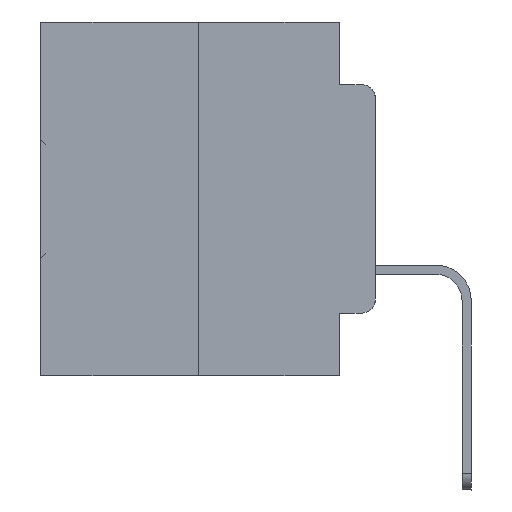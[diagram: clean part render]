
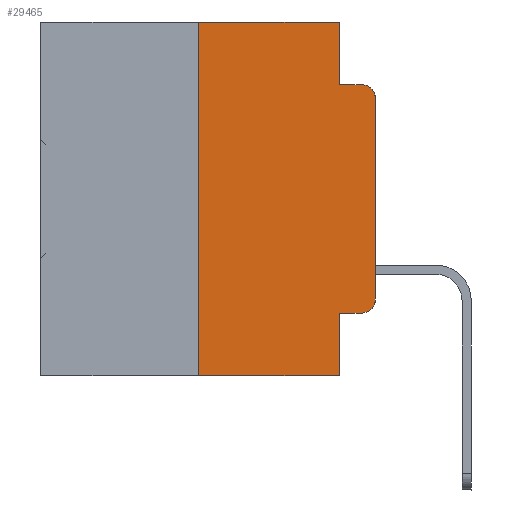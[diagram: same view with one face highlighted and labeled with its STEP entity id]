
A CAD part, left-side view. The second image highlights one B-rep face of the part: STEP entity #29465.
In plain terms, the highlighted planar face has unit normal (-1, 0, 0).
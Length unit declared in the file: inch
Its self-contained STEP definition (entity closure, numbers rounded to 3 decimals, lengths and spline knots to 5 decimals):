
#450 = CARTESIAN_POINT ( 'NONE',  ( 0., 0., -0.3915 ) ) ;
#1223 = DIRECTION ( 'NONE',  ( 0., -1., 0. ) ) ;
#2058 = DIRECTION ( 'NONE',  ( 0., 0., 1. ) ) ;
#2204 = CARTESIAN_POINT ( 'NONE',  ( 0., 0.051, 0. ) ) ;
#3435 = ORIENTED_EDGE ( 'NONE', *, *, #32983, .T. ) ;
#3604 = CARTESIAN_POINT ( 'NONE',  ( 0., 0.473, 0. ) ) ;
#3756 = VERTEX_POINT ( 'NONE', #30157 ) ;
#3757 = ORIENTED_EDGE ( 'NONE', *, *, #27576, .T. ) ;
#3906 = CARTESIAN_POINT ( 'NONE',  ( 0., 0.051, -0.0885 ) ) ;
#3979 = VERTEX_POINT ( 'NONE', #9530 ) ;
#4191 = DIRECTION ( 'NONE',  ( 0., -1., 0. ) ) ;
#4305 = CARTESIAN_POINT ( 'NONE',  ( 0., 0.051, 0. ) ) ;
#4325 = LINE ( 'NONE', #18302, #23801 ) ;
#4911 = ORIENTED_EDGE ( 'NONE', *, *, #16996, .F. ) ;
#5022 = CARTESIAN_POINT ( 'NONE',  ( 0., 0.25, -0.5 ) ) ;
#6757 = DIRECTION ( 'NONE',  ( 0., 0., -1. ) ) ;
#7015 = DIRECTION ( 'NONE',  ( 0., 0., -1. ) ) ;
#7523 = VECTOR ( 'NONE', #9449, 39.37008 ) ;
#8152 = VERTEX_POINT ( 'NONE', #450 ) ;
#8317 = ORIENTED_EDGE ( 'NONE', *, *, #28881, .F. ) ;
#8880 = EDGE_CURVE ( 'NONE', #28184, #27486, #23048, .T. ) ;
#9268 = AXIS2_PLACEMENT_3D ( 'NONE', #11528, #25628, #23472 ) ;
#9277 = CARTESIAN_POINT ( 'NONE',  ( 0., 0.051, -0.4115 ) ) ;
#9449 = DIRECTION ( 'NONE',  ( 0., -1., 0. ) ) ;
#9530 = CARTESIAN_POINT ( 'NONE',  ( 0., 0.051, -0.4115 ) ) ;
#9664 = ORIENTED_EDGE ( 'NONE', *, *, #21964, .F. ) ;
#9888 = DIRECTION ( 'NONE',  ( 0., 0., -1. ) ) ;
#10609 = ORIENTED_EDGE ( 'NONE', *, *, #28469, .T. ) ;
#11528 = CARTESIAN_POINT ( 'NONE',  ( 0., 0.02, -0.1085 ) ) ;
#11810 = VECTOR ( 'NONE', #9888, 39.37008 ) ;
#11917 = CIRCLE ( 'NONE', #12270, 0.02 ) ;
#12192 = CARTESIAN_POINT ( 'NONE',  ( 0., 0.02, -0.4115 ) ) ;
#12270 = AXIS2_PLACEMENT_3D ( 'NONE', #25478, #33770, #6757 ) ;
#12463 = PLANE ( 'NONE',  #21297 ) ;
#12799 = EDGE_CURVE ( 'NONE', #3979, #25848, #17567, .T. ) ;
#13284 = VERTEX_POINT ( 'NONE', #12192 ) ;
#13416 = ORIENTED_EDGE ( 'NONE', *, *, #29333, .T. ) ;
#13496 = LINE ( 'NONE', #32187, #26642 ) ;
#14893 = ORIENTED_EDGE ( 'NONE', *, *, #12799, .F. ) ;
#15074 = CARTESIAN_POINT ( 'NONE',  ( 0., 0.25, 0. ) ) ;
#16033 = VERTEX_POINT ( 'NONE', #5022 ) ;
#16607 = CARTESIAN_POINT ( 'NONE',  ( 0., 0.051, -0.5 ) ) ;
#16996 = EDGE_CURVE ( 'NONE', #27757, #24816, #27863, .T. ) ;
#17567 = LINE ( 'NONE', #4305, #20579 ) ;
#18302 = CARTESIAN_POINT ( 'NONE',  ( 0., 0., 0. ) ) ;
#20579 = VECTOR ( 'NONE', #7015, 39.37008 ) ;
#21297 = AXIS2_PLACEMENT_3D ( 'NONE', #23015, #31415, #34141 ) ;
#21339 = VECTOR ( 'NONE', #4191, 39.37008 ) ;
#21964 = EDGE_CURVE ( 'NONE', #16033, #28184, #24005, .T. ) ;
#22538 = CARTESIAN_POINT ( 'NONE',  ( 0., 0.051, 0. ) ) ;
#23015 = CARTESIAN_POINT ( 'NONE',  ( 0., 0.473, 0. ) ) ;
#23048 = LINE ( 'NONE', #3604, #21339 ) ;
#23472 = DIRECTION ( 'NONE',  ( 0., 0., -1. ) ) ;
#23801 = VECTOR ( 'NONE', #34869, 39.37008 ) ;
#24005 = LINE ( 'NONE', #15074, #26551 ) ;
#24158 = ORIENTED_EDGE ( 'NONE', *, *, #31990, .T. ) ;
#24816 = VERTEX_POINT ( 'NONE', #30772 ) ;
#25478 = CARTESIAN_POINT ( 'NONE',  ( 0., 0.02, -0.3915 ) ) ;
#25628 = DIRECTION ( 'NONE',  ( -1., 0., 0. ) ) ;
#25783 = CIRCLE ( 'NONE', #9268, 0.02 ) ;
#25848 = VERTEX_POINT ( 'NONE', #16607 ) ;
#26551 = VECTOR ( 'NONE', #2058, 39.37008 ) ;
#26642 = VECTOR ( 'NONE', #32066, 39.37008 ) ;
#27486 = VERTEX_POINT ( 'NONE', #22538 ) ;
#27505 = LINE ( 'NONE', #2204, #11810 ) ;
#27576 = EDGE_CURVE ( 'NONE', #3979, #13284, #34341, .T. ) ;
#27757 = VERTEX_POINT ( 'NONE', #29609 ) ;
#27863 = LINE ( 'NONE', #3906, #7523 ) ;
#28164 = CARTESIAN_POINT ( 'NONE',  ( 0., 0.25, 0. ) ) ;
#28184 = VERTEX_POINT ( 'NONE', #28164 ) ;
#28385 = VECTOR ( 'NONE', #1223, 39.37008 ) ;
#28469 = EDGE_CURVE ( 'NONE', #16033, #25848, #13496, .T. ) ;
#28881 = EDGE_CURVE ( 'NONE', #27486, #27757, #27505, .T. ) ;
#29333 = EDGE_CURVE ( 'NONE', #3756, #24816, #25783, .T. ) ;
#29465 = ADVANCED_FACE ( 'NONE', ( #33011 ), #12463, .F. ) ;
#29609 = CARTESIAN_POINT ( 'NONE',  ( 0., 0.051, -0.0885 ) ) ;
#30157 = CARTESIAN_POINT ( 'NONE',  ( 0., 0., -0.1085 ) ) ;
#30772 = CARTESIAN_POINT ( 'NONE',  ( 0., 0.02, -0.0885 ) ) ;
#31415 = DIRECTION ( 'NONE',  ( 1., 0., 0. ) ) ;
#31990 = EDGE_CURVE ( 'NONE', #8152, #3756, #4325, .T. ) ;
#32066 = DIRECTION ( 'NONE',  ( 0., -1., 0. ) ) ;
#32187 = CARTESIAN_POINT ( 'NONE',  ( 0., 0.473, -0.5 ) ) ;
#32771 = ORIENTED_EDGE ( 'NONE', *, *, #8880, .F. ) ;
#32983 = EDGE_CURVE ( 'NONE', #13284, #8152, #11917, .T. ) ;
#33011 = FACE_OUTER_BOUND ( 'NONE', #34769, .T. ) ;
#33770 = DIRECTION ( 'NONE',  ( -1., 0., 0. ) ) ;
#34141 = DIRECTION ( 'NONE',  ( 0., 0., -1. ) ) ;
#34341 = LINE ( 'NONE', #9277, #28385 ) ;
#34769 = EDGE_LOOP ( 'NONE', ( #24158, #13416, #4911, #8317, #32771, #9664, #10609, #14893, #3757, #3435 ) ) ;
#34869 = DIRECTION ( 'NONE',  ( 0., 0., 1. ) ) ;
